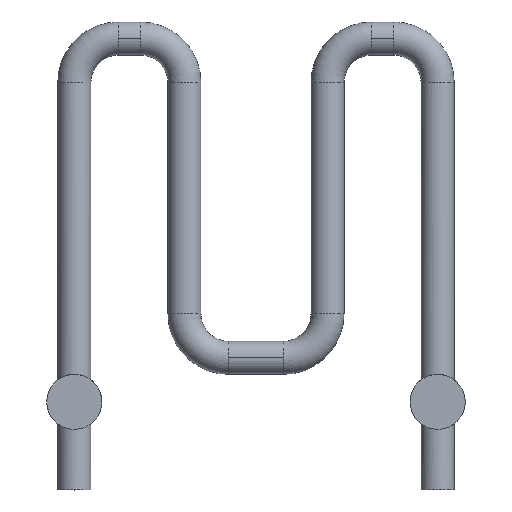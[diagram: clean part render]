
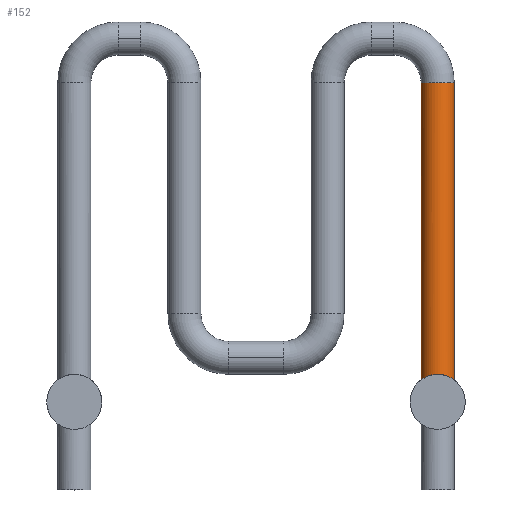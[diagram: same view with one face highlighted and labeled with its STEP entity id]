
A CAD part, top view. The second image highlights one B-rep face of the part: STEP entity #152.
In plain terms, the highlighted cylindrical face has radius 0.75 mm (diameter 1.5 mm), a partial arc.
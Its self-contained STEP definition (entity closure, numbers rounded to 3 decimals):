
#19 = CYLINDRICAL_SURFACE ( 'NONE', #737, 0.75 ) ;
#24 = B_SPLINE_CURVE_WITH_KNOTS ( 'NONE', 3,
 ( #347, #791, #1239, #682, #463, #909, #251, #1354, #698, #1245 ),
 .UNSPECIFIED., .F., .F.,
 ( 4, 2, 2, 2, 4 ),
 ( 0., 0.001, 0.001, 0.001, 0.002 ),
 .UNSPECIFIED. ) ;
#68 = CARTESIAN_POINT ( 'NONE',  ( 15.882, 1.088, 0.434 ) ) ;
#82 = EDGE_CURVE ( 'NONE', #1376, #362, #1439, .T. ) ;
#91 = B_SPLINE_CURVE_WITH_KNOTS ( 'NONE', 3,
 ( #392, #626, #1075, #517, #304, #441 ),
 .UNSPECIFIED., .F., .F.,
 ( 4, 2, 4 ),
 ( 0., 0., 0.001 ),
 .UNSPECIFIED. ) ;
#123 = CARTESIAN_POINT ( 'NONE',  ( 16.5, 0., 0. ) ) ;
#152 = ADVANCED_FACE ( 'NONE', ( #1134 ), #19, .T. ) ;
#222 = EDGE_CURVE ( 'NONE', #612, #362, #951, .T. ) ;
#235 = DIRECTION ( 'NONE',  ( 0., 1., 0. ) ) ;
#251 = CARTESIAN_POINT ( 'NONE',  ( 16.714, 1.236, 0.727 ) ) ;
#282 = CARTESIAN_POINT ( 'NONE',  ( 17.25, 1., 0. ) ) ;
#284 = CARTESIAN_POINT ( 'NONE',  ( 15.834, 1.059, 0.358 ) ) ;
#304 = CARTESIAN_POINT ( 'NONE',  ( 17.25, 1., 0.094 ) ) ;
#333 = VECTOR ( 'NONE', #1063, 1000. ) ;
#347 = CARTESIAN_POINT ( 'NONE',  ( 15.941, 1.118, 0.5 ) ) ;
#362 = VERTEX_POINT ( 'NONE', #541 ) ;
#392 = CARTESIAN_POINT ( 'NONE',  ( 17.059, 1.118, 0.5 ) ) ;
#441 = CARTESIAN_POINT ( 'NONE',  ( 17.25, 1., 0. ) ) ;
#463 = CARTESIAN_POINT ( 'NONE',  ( 16.391, 1.25, 0.75 ) ) ;
#503 = ORIENTED_EDGE ( 'NONE', *, *, #943, .T. ) ;
#517 = CARTESIAN_POINT ( 'NONE',  ( 17.232, 1.014, 0.186 ) ) ;
#523 = CARTESIAN_POINT ( 'NONE',  ( 15.941, 1.118, 0.5 ) ) ;
#534 = DIRECTION ( 'NONE',  ( 0., 1., 0. ) ) ;
#541 = CARTESIAN_POINT ( 'NONE',  ( 15.75, 14.5, 0. ) ) ;
#592 = ORIENTED_EDGE ( 'NONE', *, *, #616, .T. ) ;
#598 = VECTOR ( 'NONE', #534, 1000. ) ;
#604 = DIRECTION ( 'NONE',  ( -1., 0., 0. ) ) ;
#612 = VERTEX_POINT ( 'NONE', #631 ) ;
#616 = EDGE_CURVE ( 'NONE', #612, #1299, #878, .T. ) ;
#626 = CARTESIAN_POINT ( 'NONE',  ( 17.119, 1.088, 0.433 ) ) ;
#631 = CARTESIAN_POINT ( 'NONE',  ( 15.75, 1., 0. ) ) ;
#633 = EDGE_CURVE ( 'NONE', #1008, #1376, #942, .T. ) ;
#682 = CARTESIAN_POINT ( 'NONE',  ( 16.284, 1.235, 0.726 ) ) ;
#698 = CARTESIAN_POINT ( 'NONE',  ( 16.991, 1.152, 0.576 ) ) ;
#726 = ORIENTED_EDGE ( 'NONE', *, *, #633, .T. ) ;
#737 = AXIS2_PLACEMENT_3D ( 'NONE', #123, #235, #604 ) ;
#791 = CARTESIAN_POINT ( 'NONE',  ( 16.009, 1.152, 0.576 ) ) ;
#859 = ORIENTED_EDGE ( 'NONE', *, *, #82, .T. ) ;
#878 = B_SPLINE_CURVE_WITH_KNOTS ( 'NONE', 3,
 ( #1397, #1192, #1087, #284, #68, #523 ),
 .UNSPECIFIED., .F., .F.,
 ( 4, 2, 4 ),
 ( 0.005, 0.005, 0.005 ),
 .UNSPECIFIED. ) ;
#909 = CARTESIAN_POINT ( 'NONE',  ( 16.606, 1.25, 0.75 ) ) ;
#942 = LINE ( 'NONE', #1162, #333 ) ;
#943 = EDGE_CURVE ( 'NONE', #1299, #1160, #24, .T. ) ;
#951 = LINE ( 'NONE', #1169, #598 ) ;
#1008 = VERTEX_POINT ( 'NONE', #282 ) ;
#1063 = DIRECTION ( 'NONE',  ( 0., 1., 0. ) ) ;
#1066 = AXIS2_PLACEMENT_3D ( 'NONE', #1139, #1147, #1461 ) ;
#1075 = CARTESIAN_POINT ( 'NONE',  ( 17.166, 1.059, 0.357 ) ) ;
#1087 = CARTESIAN_POINT ( 'NONE',  ( 15.768, 1.014, 0.188 ) ) ;
#1134 = FACE_OUTER_BOUND ( 'NONE', #1429, .T. ) ;
#1139 = CARTESIAN_POINT ( 'NONE',  ( 16.5, 14.5, 0. ) ) ;
#1140 = CARTESIAN_POINT ( 'NONE',  ( 15.941, 1.118, 0.5 ) ) ;
#1147 = DIRECTION ( 'NONE',  ( 0., -1., 0. ) ) ;
#1160 = VERTEX_POINT ( 'NONE', #1433 ) ;
#1162 = CARTESIAN_POINT ( 'NONE',  ( 17.25, 0., 0. ) ) ;
#1169 = CARTESIAN_POINT ( 'NONE',  ( 15.75, 0., 0. ) ) ;
#1192 = CARTESIAN_POINT ( 'NONE',  ( 15.75, 1., 0.093 ) ) ;
#1239 = CARTESIAN_POINT ( 'NONE',  ( 16.094, 1.186, 0.639 ) ) ;
#1245 = CARTESIAN_POINT ( 'NONE',  ( 17.059, 1.118, 0.5 ) ) ;
#1295 = ORIENTED_EDGE ( 'NONE', *, *, #222, .F. ) ;
#1299 = VERTEX_POINT ( 'NONE', #1140 ) ;
#1348 = ORIENTED_EDGE ( 'NONE', *, *, #1460, .T. ) ;
#1354 = CARTESIAN_POINT ( 'NONE',  ( 16.907, 1.186, 0.639 ) ) ;
#1376 = VERTEX_POINT ( 'NONE', #1399 ) ;
#1397 = CARTESIAN_POINT ( 'NONE',  ( 15.75, 1., 0. ) ) ;
#1399 = CARTESIAN_POINT ( 'NONE',  ( 17.25, 14.5, 0. ) ) ;
#1429 = EDGE_LOOP ( 'NONE', ( #1348, #726, #859, #1295, #592, #503 ) ) ;
#1433 = CARTESIAN_POINT ( 'NONE',  ( 17.059, 1.118, 0.5 ) ) ;
#1439 = CIRCLE ( 'NONE', #1066, 0.75 ) ;
#1460 = EDGE_CURVE ( 'NONE', #1160, #1008, #91, .T. ) ;
#1461 = DIRECTION ( 'NONE',  ( 0., 0., 1. ) ) ;
